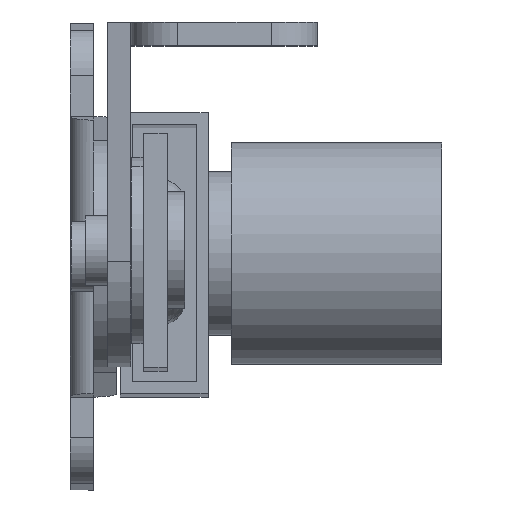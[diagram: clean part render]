
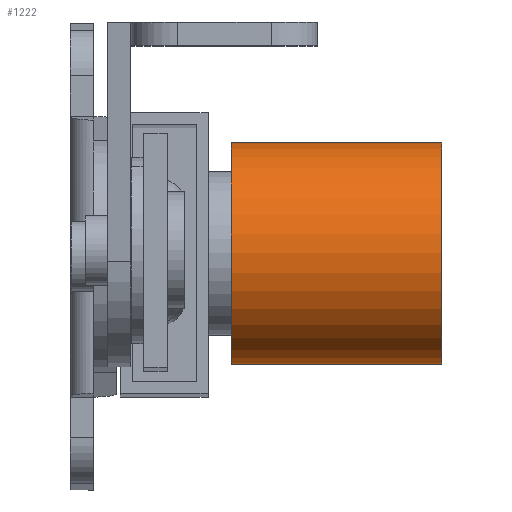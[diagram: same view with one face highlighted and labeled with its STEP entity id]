
A CAD part, top view. The second image highlights one B-rep face of the part: STEP entity #1222.
In plain terms, the highlighted cylindrical face has radius 9.5 mm (diameter 19 mm), a partial arc.
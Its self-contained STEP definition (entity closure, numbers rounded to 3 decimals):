
#75 = EDGE_CURVE ( 'NONE', #4360, #416, #3996, .T. ) ;
#202 = DIRECTION ( 'NONE',  ( 0., 0., 1. ) ) ;
#286 = DIRECTION ( 'NONE',  ( 0., 0., -1. ) ) ;
#402 = AXIS2_PLACEMENT_3D ( 'NONE', #911, #3969, #1183 ) ;
#416 = VERTEX_POINT ( 'NONE', #1758 ) ;
#592 = CARTESIAN_POINT ( 'NONE',  ( -9.5, 0., 9. ) ) ;
#890 = EDGE_CURVE ( 'NONE', #4031, #3529, #2407, .T. ) ;
#911 = CARTESIAN_POINT ( 'NONE',  ( 0., 0., -9. ) ) ;
#1102 = AXIS2_PLACEMENT_3D ( 'NONE', #4201, #2878, #3163 ) ;
#1183 = DIRECTION ( 'NONE',  ( 1., 0., 0. ) ) ;
#1208 = EDGE_CURVE ( 'NONE', #3529, #416, #2973, .T. ) ;
#1222 = ADVANCED_FACE ( 'NONE', ( #1455 ), #1800, .T. ) ;
#1234 = DIRECTION ( 'NONE',  ( 0., 0., -1. ) ) ;
#1335 = CARTESIAN_POINT ( 'NONE',  ( 0., 0., 9. ) ) ;
#1455 = FACE_OUTER_BOUND ( 'NONE', #2135, .T. ) ;
#1697 = CARTESIAN_POINT ( 'NONE',  ( 9.5, 0., 9. ) ) ;
#1758 = CARTESIAN_POINT ( 'NONE',  ( -9.5, 0., -9. ) ) ;
#1764 = ORIENTED_EDGE ( 'NONE', *, *, #75, .T. ) ;
#1795 = VECTOR ( 'NONE', #286, 1000. ) ;
#1800 = CYLINDRICAL_SURFACE ( 'NONE', #1102, 9.5 ) ;
#1840 = VECTOR ( 'NONE', #1234, 1000. ) ;
#1854 = ORIENTED_EDGE ( 'NONE', *, *, #1937, .T. ) ;
#1937 = EDGE_CURVE ( 'NONE', #4031, #4360, #3315, .T. ) ;
#2135 = EDGE_LOOP ( 'NONE', ( #2404, #1854, #1764, #2895 ) ) ;
#2192 = AXIS2_PLACEMENT_3D ( 'NONE', #1335, #202, #2650 ) ;
#2404 = ORIENTED_EDGE ( 'NONE', *, *, #890, .F. ) ;
#2407 = CIRCLE ( 'NONE', #2192, 9.5 ) ;
#2650 = DIRECTION ( 'NONE',  ( 1., 0., 0. ) ) ;
#2878 = DIRECTION ( 'NONE',  ( 0., 0., -1. ) ) ;
#2895 = ORIENTED_EDGE ( 'NONE', *, *, #1208, .F. ) ;
#2973 = LINE ( 'NONE', #3912, #1840 ) ;
#3163 = DIRECTION ( 'NONE',  ( -1., 0., 0. ) ) ;
#3315 = LINE ( 'NONE', #5114, #1795 ) ;
#3529 = VERTEX_POINT ( 'NONE', #592 ) ;
#3912 = CARTESIAN_POINT ( 'NONE',  ( -9.5, 0., 9. ) ) ;
#3969 = DIRECTION ( 'NONE',  ( 0., 0., 1. ) ) ;
#3996 = CIRCLE ( 'NONE', #402, 9.5 ) ;
#4031 = VERTEX_POINT ( 'NONE', #1697 ) ;
#4201 = CARTESIAN_POINT ( 'NONE',  ( 0., 0., 9. ) ) ;
#4360 = VERTEX_POINT ( 'NONE', #4721 ) ;
#4721 = CARTESIAN_POINT ( 'NONE',  ( 9.5, 0., -9. ) ) ;
#5114 = CARTESIAN_POINT ( 'NONE',  ( 9.5, 0., 9. ) ) ;
